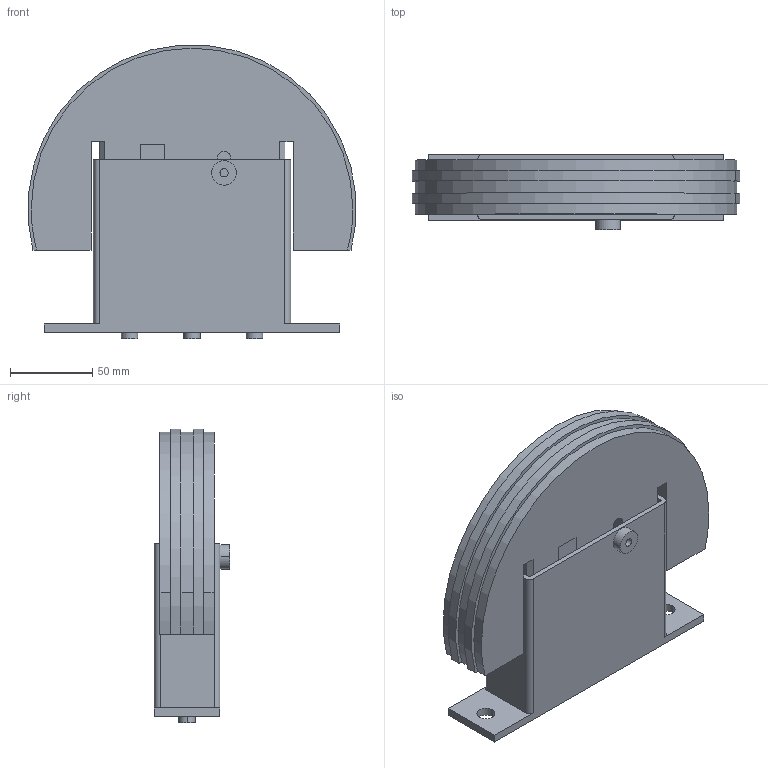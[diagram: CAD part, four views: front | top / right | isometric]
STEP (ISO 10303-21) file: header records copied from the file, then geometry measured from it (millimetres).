
FILE_DESCRIPTION(('STEP AP214'),'1');
FILE_NAME('cctmp_D4E4ED7B-9122-4D22-A775-90FF088CAD0D_2023_6_23_9_14_47_998..stp','2023-06-23T07:14:48',('Murtfeldt Kunststoffe GmbH & Co.KG'),('CADClick - www.CADClick.com'),'Spatial InterOp 3D',' ','unknown authorization');
FILE_SCHEMA(('AUTOMOTIVE_DESIGN'));
Length unit declared in the file: millimetre
Products named in the file (1): 1
Bounding box: 199.34 x 46 x 178.69 mm (x, y, z)
Volume: 788138.7 mm3; surface area: 176723.4 mm2
Topology: 5 solids, 5 shells, 120 faces, 294 edges, 189 vertices
Faces by surface type: plane 65, cylinder 43, cone 12
Entity records: 4532 total; most frequent: DIRECTION 630, CARTESIAN_POINT 602, ORIENTED_EDGE 576, EDGE_CURVE 288, AXIS2_PLACEMENT_3D 217, LINE 196, VECTOR 196, VERTEX_POINT 189
